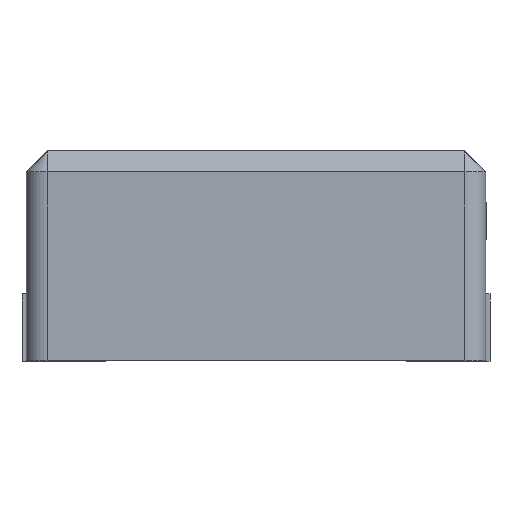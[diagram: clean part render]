
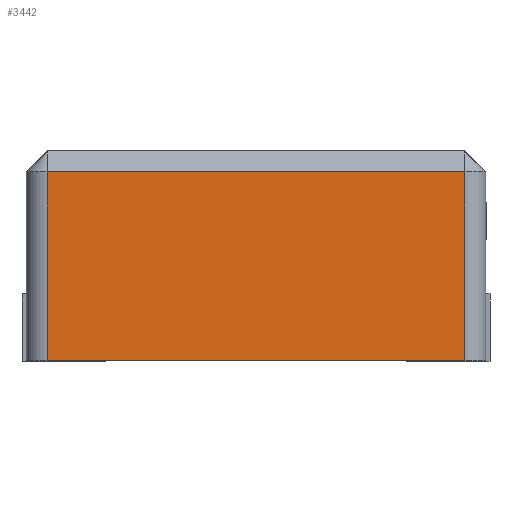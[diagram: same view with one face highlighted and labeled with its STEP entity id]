
A CAD part, front view. The second image highlights one B-rep face of the part: STEP entity #3442.
In plain terms, the highlighted planar face has unit normal (0, -1, 0).
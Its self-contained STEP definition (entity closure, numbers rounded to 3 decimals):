
#3025 = EDGE_CURVE('',#3026,#3028,#3030,.T.);
#3026 = VERTEX_POINT('',#3027);
#3027 = CARTESIAN_POINT('',(-4.975,-5.,0.01));
#3028 = VERTEX_POINT('',#3029);
#3029 = CARTESIAN_POINT('',(4.975,-5.,0.01));
#3030 = LINE('',#3031,#3032);
#3031 = CARTESIAN_POINT('',(-5.475,-5.,0.01));
#3032 = VECTOR('',#3033,1.);
#3033 = DIRECTION('',(1.,0.,0.));
#3442 = ADVANCED_FACE('',(#3443),#3468,.F.);
#3443 = FACE_BOUND('',#3444,.T.);
#3444 = EDGE_LOOP('',(#3445,#3453,#3461,#3467));
#3445 = ORIENTED_EDGE('',*,*,#3446,.T.);
#3446 = EDGE_CURVE('',#3028,#3447,#3449,.T.);
#3447 = VERTEX_POINT('',#3448);
#3448 = CARTESIAN_POINT('',(4.975,-5.,4.51));
#3449 = LINE('',#3450,#3451);
#3450 = CARTESIAN_POINT('',(4.975,-5.,5.01));
#3451 = VECTOR('',#3452,1.);
#3452 = DIRECTION('',(0.,0.,1.));
#3453 = ORIENTED_EDGE('',*,*,#3454,.T.);
#3454 = EDGE_CURVE('',#3447,#3455,#3457,.T.);
#3455 = VERTEX_POINT('',#3456);
#3456 = CARTESIAN_POINT('',(-4.975,-5.,4.51));
#3457 = LINE('',#3458,#3459);
#3458 = CARTESIAN_POINT('',(-4.975,-5.,4.51));
#3459 = VECTOR('',#3460,1.);
#3460 = DIRECTION('',(-1.,0.,0.));
#3461 = ORIENTED_EDGE('',*,*,#3462,.T.);
#3462 = EDGE_CURVE('',#3455,#3026,#3463,.T.);
#3463 = LINE('',#3464,#3465);
#3464 = CARTESIAN_POINT('',(-4.975,-5.,5.01));
#3465 = VECTOR('',#3466,1.);
#3466 = DIRECTION('',(0.,0.,-1.));
#3467 = ORIENTED_EDGE('',*,*,#3025,.T.);
#3468 = PLANE('',#3469);
#3469 = AXIS2_PLACEMENT_3D('',#3470,#3471,#3472);
#3470 = CARTESIAN_POINT('',(-5.475,-5.,5.01));
#3471 = DIRECTION('',(0.,1.,0.));
#3472 = DIRECTION('',(0.,-0.,1.));
